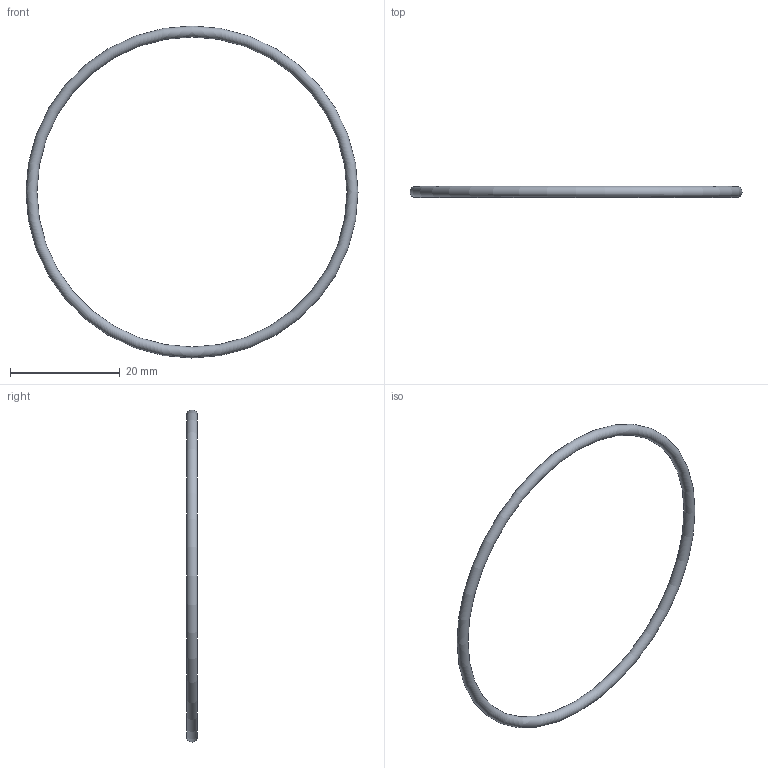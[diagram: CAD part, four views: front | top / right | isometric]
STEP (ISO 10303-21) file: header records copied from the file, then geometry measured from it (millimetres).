
FILE_DESCRIPTION(/* description */ ('O-Ring M50'),/* implementation_level */ '2;1');
FILE_NAME(/* name */ '06400563-RST.stp',/* time_stamp */ '2020-10-07T14:14:15+02:00',/* author */ ('sl'),/* organization */ (''),/* preprocessor_version */ 'ST-DEVELOPER v16.5',/* originating_system */ 'Autodesk Inventor 2017',/* authorisation */ '');
FILE_SCHEMA (('AUTOMOTIVE_DESIGN { 1 0 10303 214 3 1 1 }'));
Length unit declared in the file: millimetre
Products named in the file (1): O-Ring-01-BT-0008-06400563
Bounding box: 60.5 x 2 x 60.5 mm (x, y, z)
Volume: 577.4 mm3; surface area: 1154.7 mm2
Topology: 1 solids, 1 shells, 1 faces, 2 edges, 1 vertices
Faces by surface type: torus 1
Entity records: 64 total; most frequent: DIRECTION 8, CARTESIAN_POINT 5, ORIENTED_EDGE 4, AXIS2_PLACEMENT_3D 4, EDGE_CURVE 2, CIRCLE 2, UNCERTAINTY_MEASURE_WITH_UNIT 2, MECHANICAL_DESIGN_GEOMETRIC_PRESENTATION_REPRESENTATION 1
